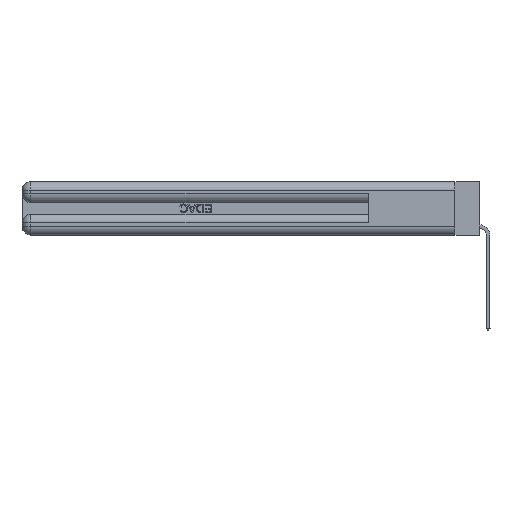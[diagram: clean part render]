
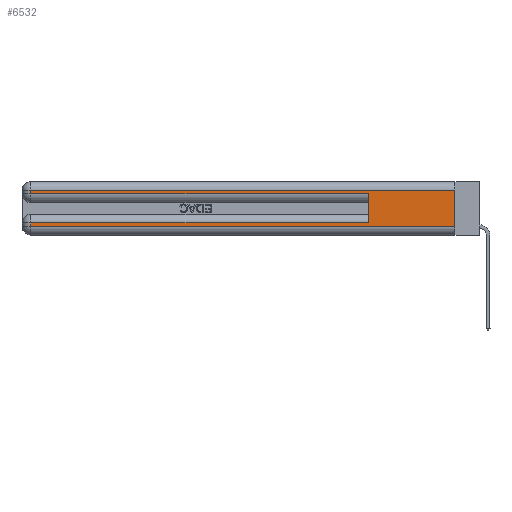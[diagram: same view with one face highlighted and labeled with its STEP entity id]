
A CAD part, left-side view. The second image highlights one B-rep face of the part: STEP entity #6532.
In plain terms, the highlighted planar face has unit normal (-1, 0, 0).
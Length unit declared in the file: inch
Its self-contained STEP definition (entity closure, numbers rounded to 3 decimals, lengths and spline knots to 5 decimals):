
#635 = DIRECTION ( 'NONE',  ( 0., 0., -1. ) ) ;
#1075 = DIRECTION ( 'NONE',  ( 0., 1., 0. ) ) ;
#3594 = DIRECTION ( 'NONE',  ( 0., 1., 0. ) ) ;
#3735 = ORIENTED_EDGE ( 'NONE', *, *, #9494, .T. ) ;
#4296 = DIRECTION ( 'NONE',  ( 0., 0., 1. ) ) ;
#5120 = ORIENTED_EDGE ( 'NONE', *, *, #22622, .T. ) ;
#5579 = PLANE ( 'NONE',  #15070 ) ;
#6020 = LINE ( 'NONE', #7631, #26304 ) ;
#6532 = ADVANCED_FACE ( 'NONE', ( #26724 ), #5579, .F. ) ;
#6682 = EDGE_CURVE ( 'NONE', #26595, #28093, #21949, .T. ) ;
#7631 = CARTESIAN_POINT ( 'NONE',  ( 0., 0., 0.06 ) ) ;
#8111 = DIRECTION ( 'NONE',  ( 0., 0., -1. ) ) ;
#8650 = CARTESIAN_POINT ( 'NONE',  ( 0., 0., 0.085 ) ) ;
#9324 = LINE ( 'NONE', #24333, #22078 ) ;
#9494 = EDGE_CURVE ( 'NONE', #28093, #19606, #9324, .T. ) ;
#9772 = VECTOR ( 'NONE', #635, 39.37008 ) ;
#9978 = CARTESIAN_POINT ( 'NONE',  ( 0., 0.6, 0.285 ) ) ;
#10437 = VERTEX_POINT ( 'NONE', #9978 ) ;
#10464 = ORIENTED_EDGE ( 'NONE', *, *, #31197, .F. ) ;
#11314 = LINE ( 'NONE', #12006, #17313 ) ;
#12006 = CARTESIAN_POINT ( 'NONE',  ( 0., 0., 0.285 ) ) ;
#12364 = EDGE_CURVE ( 'NONE', #26618, #15865, #17100, .T. ) ;
#12397 = ORIENTED_EDGE ( 'NONE', *, *, #28408, .T. ) ;
#13382 = CARTESIAN_POINT ( 'NONE',  ( 0., 0., 0.06 ) ) ;
#14415 = CARTESIAN_POINT ( 'NONE',  ( 0., 0.6, 0.085 ) ) ;
#14539 = VERTEX_POINT ( 'NONE', #23215 ) ;
#15070 = AXIS2_PLACEMENT_3D ( 'NONE', #20809, #23389, #8111 ) ;
#15094 = CARTESIAN_POINT ( 'NONE',  ( 0., 2.94, 0.06 ) ) ;
#15198 = VECTOR ( 'NONE', #3594, 39.37008 ) ;
#15231 = EDGE_CURVE ( 'NONE', #22516, #14539, #29275, .T. ) ;
#15835 = CARTESIAN_POINT ( 'NONE',  ( 0., 2.94, 0.31 ) ) ;
#15865 = VERTEX_POINT ( 'NONE', #13382 ) ;
#16966 = CARTESIAN_POINT ( 'NONE',  ( 0., 0.6, 0.145 ) ) ;
#17100 = LINE ( 'NONE', #17549, #23085 ) ;
#17313 = VECTOR ( 'NONE', #22159, 39.37008 ) ;
#17549 = CARTESIAN_POINT ( 'NONE',  ( 0., 0., 0.37 ) ) ;
#19504 = LINE ( 'NONE', #16966, #31463 ) ;
#19606 = VERTEX_POINT ( 'NONE', #15094 ) ;
#20648 = ORIENTED_EDGE ( 'NONE', *, *, #15231, .T. ) ;
#20809 = CARTESIAN_POINT ( 'NONE',  ( 0., 0., 0.37 ) ) ;
#21949 = LINE ( 'NONE', #8650, #15198 ) ;
#22078 = VECTOR ( 'NONE', #26872, 39.37008 ) ;
#22159 = DIRECTION ( 'NONE',  ( 0., -1., 0. ) ) ;
#22516 = VERTEX_POINT ( 'NONE', #15835 ) ;
#22622 = EDGE_CURVE ( 'NONE', #26618, #22516, #23546, .T. ) ;
#22904 = DIRECTION ( 'NONE',  ( 0., -1., 0. ) ) ;
#23085 = VECTOR ( 'NONE', #32803, 39.37008 ) ;
#23215 = CARTESIAN_POINT ( 'NONE',  ( 0., 2.94, 0.285 ) ) ;
#23389 = DIRECTION ( 'NONE',  ( 1., 0., 0. ) ) ;
#23501 = CARTESIAN_POINT ( 'NONE',  ( 0., 2.94, 0.37 ) ) ;
#23529 = CARTESIAN_POINT ( 'NONE',  ( 0., 2.94, 0.085 ) ) ;
#23546 = LINE ( 'NONE', #31504, #27092 ) ;
#24333 = CARTESIAN_POINT ( 'NONE',  ( 0., 2.94, 0.37 ) ) ;
#26304 = VECTOR ( 'NONE', #22904, 39.37008 ) ;
#26595 = VERTEX_POINT ( 'NONE', #14415 ) ;
#26618 = VERTEX_POINT ( 'NONE', #29645 ) ;
#26724 = FACE_OUTER_BOUND ( 'NONE', #32159, .T. ) ;
#26872 = DIRECTION ( 'NONE',  ( 0., 0., -1. ) ) ;
#27092 = VECTOR ( 'NONE', #1075, 39.37008 ) ;
#28060 = ORIENTED_EDGE ( 'NONE', *, *, #12364, .F. ) ;
#28093 = VERTEX_POINT ( 'NONE', #23529 ) ;
#28408 = EDGE_CURVE ( 'NONE', #14539, #10437, #11314, .T. ) ;
#29275 = LINE ( 'NONE', #23501, #9772 ) ;
#29645 = CARTESIAN_POINT ( 'NONE',  ( 0., 0., 0.31 ) ) ;
#30164 = ORIENTED_EDGE ( 'NONE', *, *, #30716, .T. ) ;
#30716 = EDGE_CURVE ( 'NONE', #19606, #15865, #6020, .T. ) ;
#31197 = EDGE_CURVE ( 'NONE', #26595, #10437, #19504, .T. ) ;
#31420 = ORIENTED_EDGE ( 'NONE', *, *, #6682, .T. ) ;
#31463 = VECTOR ( 'NONE', #4296, 39.37008 ) ;
#31504 = CARTESIAN_POINT ( 'NONE',  ( 0., 0., 0.31 ) ) ;
#32159 = EDGE_LOOP ( 'NONE', ( #28060, #5120, #20648, #12397, #10464, #31420, #3735, #30164 ) ) ;
#32803 = DIRECTION ( 'NONE',  ( 0., 0., -1. ) ) ;
